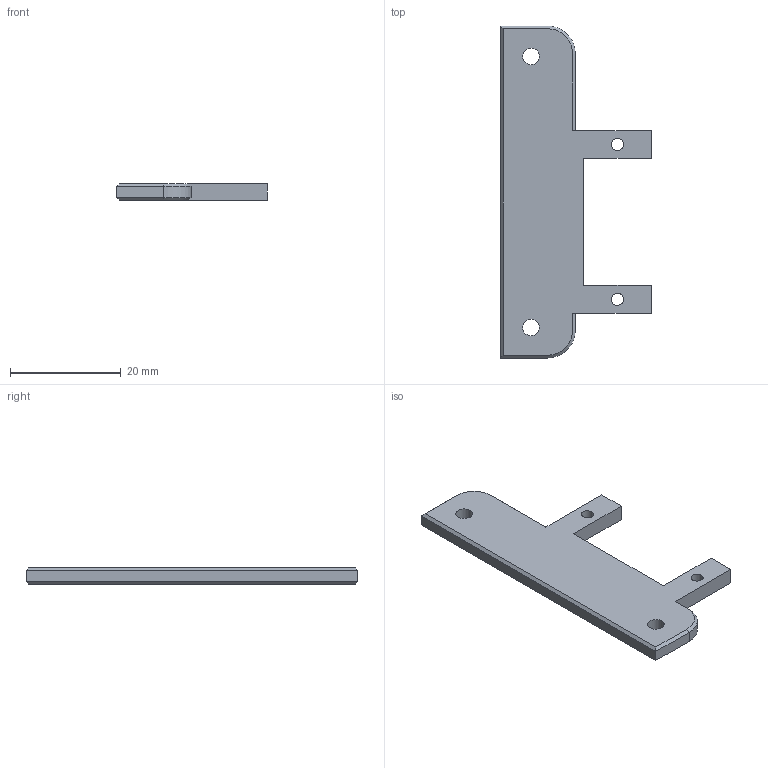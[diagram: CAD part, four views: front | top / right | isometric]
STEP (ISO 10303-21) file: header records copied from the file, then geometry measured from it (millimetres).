
FILE_DESCRIPTION(('CATIA V5 STEP Exchange'),'2;1');
FILE_NAME('head_pan_servo_bracket.stp','2020-01-25T08:21:06+00:00',('none'),('none'),'CATIA Version 5 Release 20 GA (IN-10)','CATIA V5 STEP AP203','none');
FILE_SCHEMA(('CONFIG_CONTROL_DESIGN'));
Length unit declared in the file: millimetre
Products named in the file (1): head_pan_servo_bracket
Bounding box: 27.25 x 60 x 3 mm (x, y, z)
Volume: 2821.5 mm3; surface area: 2516.7 mm2
Topology: 1 solids, 1 shells, 38 faces, 96 edges, 60 vertices
Faces by surface type: plane 24, cylinder 10, cone 4
Entity records: 1132 total; most frequent: CARTESIAN_POINT 194, ORIENTED_EDGE 192, DIRECTION 158, EDGE_CURVE 96, VECTOR 68, LINE 68, VERTEX_POINT 60, AXIS2_PLACEMENT_3D 58
